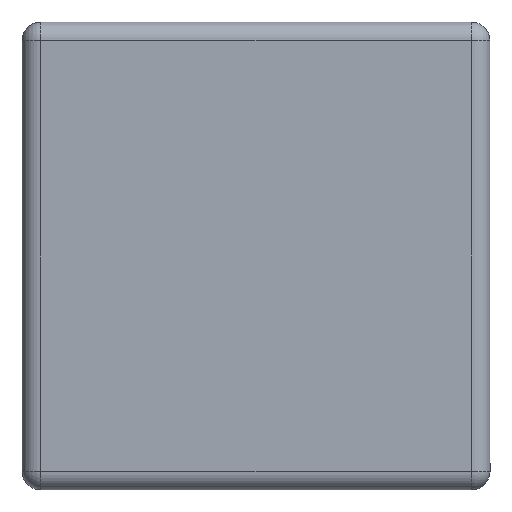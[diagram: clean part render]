
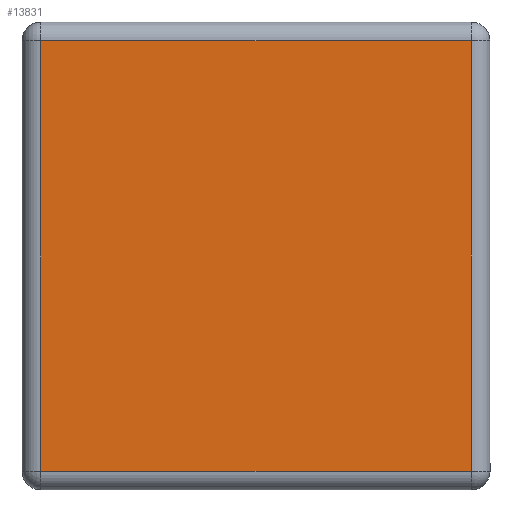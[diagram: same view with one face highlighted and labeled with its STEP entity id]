
A CAD part, left-side view. The second image highlights one B-rep face of the part: STEP entity #13831.
In plain terms, the highlighted planar face has unit normal (-1, 0, 0).
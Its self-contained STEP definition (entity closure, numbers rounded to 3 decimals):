
#196 = LINE ( 'NONE', #5512, #16996 ) ;
#295 = ORIENTED_EDGE ( 'NONE', *, *, #8795, .T. ) ;
#397 = EDGE_CURVE ( 'NONE', #7656, #2135, #196, .T. ) ;
#895 = VERTEX_POINT ( 'NONE', #6516 ) ;
#2135 = VERTEX_POINT ( 'NONE', #8500 ) ;
#3381 = VECTOR ( 'NONE', #14780, 1000. ) ;
#3863 = ORIENTED_EDGE ( 'NONE', *, *, #7859, .T. ) ;
#4203 = DIRECTION ( 'NONE',  ( 0., 0., -1. ) ) ;
#4290 = CARTESIAN_POINT ( 'NONE',  ( -0.5, 0.25, 0.23 ) ) ;
#5288 = CARTESIAN_POINT ( 'NONE',  ( -0.5, -0.23, 0.23 ) ) ;
#5434 = DIRECTION ( 'NONE',  ( 0., 0., -1. ) ) ;
#5512 = CARTESIAN_POINT ( 'NONE',  ( -0.5, 0.23, -0.25 ) ) ;
#6056 = CARTESIAN_POINT ( 'NONE',  ( -0.5, -0.25, -0.23 ) ) ;
#6516 = CARTESIAN_POINT ( 'NONE',  ( -0.5, -0.23, -0.23 ) ) ;
#6619 = EDGE_LOOP ( 'NONE', ( #295, #14212, #15697, #3863 ) ) ;
#6978 = LINE ( 'NONE', #4290, #15283 ) ;
#7656 = VERTEX_POINT ( 'NONE', #15405 ) ;
#7859 = EDGE_CURVE ( 'NONE', #895, #14301, #16438, .T. ) ;
#8500 = CARTESIAN_POINT ( 'NONE',  ( -0.5, 0.23, -0.23 ) ) ;
#8795 = EDGE_CURVE ( 'NONE', #14301, #7656, #6978, .T. ) ;
#9436 = CARTESIAN_POINT ( 'NONE',  ( -0.5, -0.23, 0.25 ) ) ;
#9461 = LINE ( 'NONE', #6056, #14706 ) ;
#10841 = DIRECTION ( 'NONE',  ( 0., 1., 0. ) ) ;
#11990 = CARTESIAN_POINT ( 'NONE',  ( -0.5, 0., 0. ) ) ;
#12738 = AXIS2_PLACEMENT_3D ( 'NONE', #11990, #16163, #5434 ) ;
#13831 = ADVANCED_FACE ( 'NONE', ( #16260 ), #14682, .T. ) ;
#14022 = DIRECTION ( 'NONE',  ( 0., -1., 0. ) ) ;
#14212 = ORIENTED_EDGE ( 'NONE', *, *, #397, .T. ) ;
#14301 = VERTEX_POINT ( 'NONE', #5288 ) ;
#14435 = EDGE_CURVE ( 'NONE', #2135, #895, #9461, .T. ) ;
#14682 = PLANE ( 'NONE',  #12738 ) ;
#14706 = VECTOR ( 'NONE', #14022, 1000. ) ;
#14780 = DIRECTION ( 'NONE',  ( 0., 0., 1. ) ) ;
#15283 = VECTOR ( 'NONE', #10841, 1000. ) ;
#15405 = CARTESIAN_POINT ( 'NONE',  ( -0.5, 0.23, 0.23 ) ) ;
#15697 = ORIENTED_EDGE ( 'NONE', *, *, #14435, .T. ) ;
#16163 = DIRECTION ( 'NONE',  ( -1., 0., 0. ) ) ;
#16260 = FACE_OUTER_BOUND ( 'NONE', #6619, .T. ) ;
#16438 = LINE ( 'NONE', #9436, #3381 ) ;
#16996 = VECTOR ( 'NONE', #4203, 1000. ) ;
